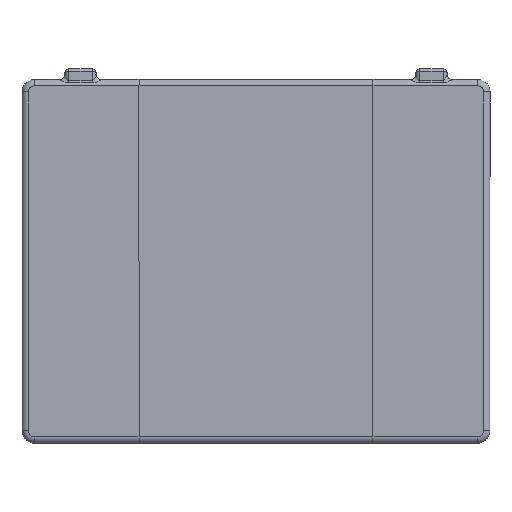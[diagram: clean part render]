
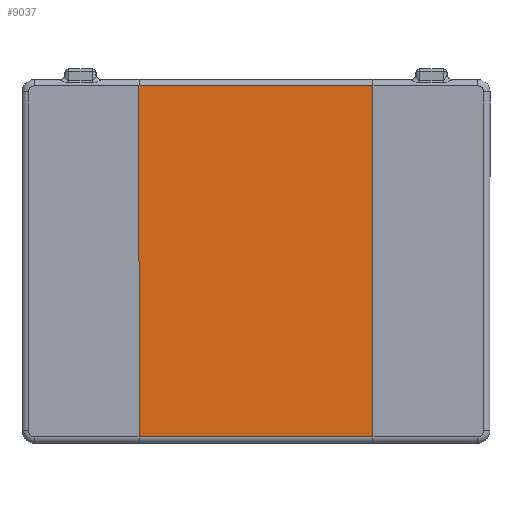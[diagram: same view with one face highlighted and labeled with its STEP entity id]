
A CAD part, front view. The second image highlights one B-rep face of the part: STEP entity #9037.
In plain terms, the highlighted planar face has unit normal (0, -1, 0).
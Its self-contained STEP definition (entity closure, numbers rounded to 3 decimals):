
#609 = VECTOR ( 'NONE', #4060, 1000. ) ;
#645 = VECTOR ( 'NONE', #7796, 1000. ) ;
#768 = LINE ( 'NONE', #2060, #1683 ) ;
#1683 = VECTOR ( 'NONE', #9053, 1000. ) ;
#1713 = CARTESIAN_POINT ( 'NONE',  ( -0.5, 0., -0.773 ) ) ;
#2060 = CARTESIAN_POINT ( 'NONE',  ( 0.5, 0., 0. ) ) ;
#2649 = VERTEX_POINT ( 'NONE', #11079 ) ;
#2910 = VERTEX_POINT ( 'NONE', #1713 ) ;
#3544 = PLANE ( 'NONE',  #9927 ) ;
#3932 = CARTESIAN_POINT ( 'NONE',  ( 0.5, 0., -0.773 ) ) ;
#4060 = DIRECTION ( 'NONE',  ( 1., 0., 0. ) ) ;
#4385 = ORIENTED_EDGE ( 'NONE', *, *, #5862, .F. ) ;
#4390 = EDGE_CURVE ( 'NONE', #11926, #2910, #10024, .T. ) ;
#4515 = CARTESIAN_POINT ( 'NONE',  ( -0.5, 0., 0.728 ) ) ;
#4658 = VECTOR ( 'NONE', #5729, 1000. ) ;
#4868 = VERTEX_POINT ( 'NONE', #4515 ) ;
#5729 = DIRECTION ( 'NONE',  ( 0., 0., -1. ) ) ;
#5862 = EDGE_CURVE ( 'NONE', #2649, #11926, #768, .T. ) ;
#6437 = LINE ( 'NONE', #12853, #4658 ) ;
#6500 = FACE_OUTER_BOUND ( 'NONE', #8496, .T. ) ;
#7001 = ORIENTED_EDGE ( 'NONE', *, *, #7204, .T. ) ;
#7204 = EDGE_CURVE ( 'NONE', #4868, #2910, #6437, .T. ) ;
#7796 = DIRECTION ( 'NONE',  ( -1., 0., 0. ) ) ;
#8496 = EDGE_LOOP ( 'NONE', ( #10892, #7001, #11449, #4385 ) ) ;
#9037 = ADVANCED_FACE ( 'NONE', ( #6500 ), #3544, .F. ) ;
#9053 = DIRECTION ( 'NONE',  ( 0., 0., -1. ) ) ;
#9497 = LINE ( 'NONE', #10164, #609 ) ;
#9885 = CARTESIAN_POINT ( 'NONE',  ( -0.947, 0., -0.773 ) ) ;
#9927 = AXIS2_PLACEMENT_3D ( 'NONE', #11827, #10658, #11659 ) ;
#9986 = EDGE_CURVE ( 'NONE', #4868, #2649, #9497, .T. ) ;
#10024 = LINE ( 'NONE', #9885, #645 ) ;
#10164 = CARTESIAN_POINT ( 'NONE',  ( 0.947, 0., 0.728 ) ) ;
#10658 = DIRECTION ( 'NONE',  ( 0., 1., 0. ) ) ;
#10892 = ORIENTED_EDGE ( 'NONE', *, *, #9986, .F. ) ;
#11079 = CARTESIAN_POINT ( 'NONE',  ( 0.5, 0., 0.728 ) ) ;
#11449 = ORIENTED_EDGE ( 'NONE', *, *, #4390, .F. ) ;
#11659 = DIRECTION ( 'NONE',  ( 0., 0., -1. ) ) ;
#11827 = CARTESIAN_POINT ( 'NONE',  ( 0., 0., 0. ) ) ;
#11926 = VERTEX_POINT ( 'NONE', #3932 ) ;
#12853 = CARTESIAN_POINT ( 'NONE',  ( -0.5, 0., 0. ) ) ;
